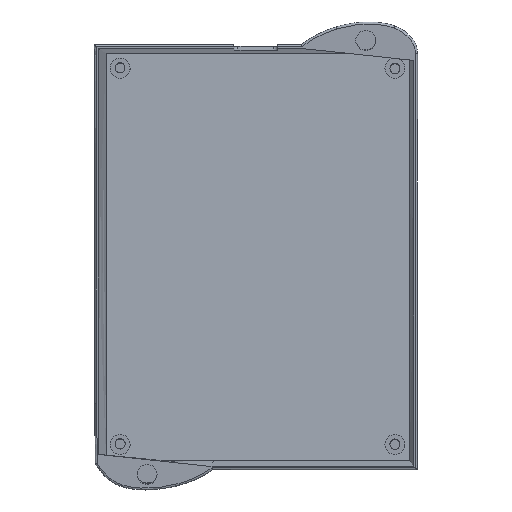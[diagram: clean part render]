
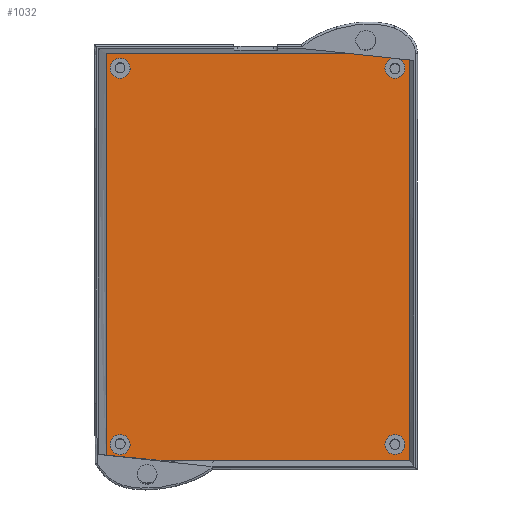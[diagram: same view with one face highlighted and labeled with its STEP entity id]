
A CAD part, top view. The second image highlights one B-rep face of the part: STEP entity #1032.
In plain terms, the highlighted planar face has unit normal (0, 0, 1).
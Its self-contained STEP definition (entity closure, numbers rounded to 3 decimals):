
#56=B_SPLINE_CURVE_WITH_KNOTS('',3,(#2256,#2257,#2258,#2259,#2260,#2261),
 .UNSPECIFIED.,.F.,.F.,(4,2,4),(-1.678,-1.359,-0.014),
 .UNSPECIFIED.);
#57=B_SPLINE_CURVE_WITH_KNOTS('',3,(#2265,#2266,#2267,#2268),
 .UNSPECIFIED.,.F.,.F.,(4,4),(-1.381,-0.05),
 .UNSPECIFIED.);
#94=FACE_BOUND('',#235,.T.);
#95=FACE_BOUND('',#236,.T.);
#96=FACE_BOUND('',#237,.T.);
#97=FACE_BOUND('',#238,.T.);
#121=PLANE('',#1127);
#169=FACE_OUTER_BOUND('',#234,.T.);
#234=EDGE_LOOP('',(#852,#853,#854,#855,#856,#857));
#235=EDGE_LOOP('',(#858));
#236=EDGE_LOOP('',(#859));
#237=EDGE_LOOP('',(#860));
#238=EDGE_LOOP('',(#861));
#299=LINE('',#2253,#367);
#300=LINE('',#2263,#368);
#301=LINE('',#2270,#369);
#302=LINE('',#2271,#370);
#367=VECTOR('',#1300,10.);
#368=VECTOR('',#1303,10.);
#369=VECTOR('',#1304,10.);
#370=VECTOR('',#1305,10.);
#404=CIRCLE('',#1083,2.5);
#405=CIRCLE('',#1087,2.5);
#406=CIRCLE('',#1091,2.5);
#407=CIRCLE('',#1095,2.5);
#432=VERTEX_POINT('',#1377);
#434=VERTEX_POINT('',#1384);
#436=VERTEX_POINT('',#1391);
#438=VERTEX_POINT('',#1398);
#501=VERTEX_POINT('',#2237);
#504=VERTEX_POINT('',#2251);
#505=VERTEX_POINT('',#2255);
#506=VERTEX_POINT('',#2262);
#507=VERTEX_POINT('',#2264);
#508=VERTEX_POINT('',#2269);
#535=EDGE_CURVE('',#432,#432,#404,.T.);
#538=EDGE_CURVE('',#434,#434,#405,.T.);
#541=EDGE_CURVE('',#436,#436,#406,.T.);
#544=EDGE_CURVE('',#438,#438,#407,.T.);
#632=EDGE_CURVE('',#501,#504,#299,.T.);
#633=EDGE_CURVE('',#501,#505,#56,.T.);
#634=EDGE_CURVE('',#504,#506,#300,.T.);
#635=EDGE_CURVE('',#507,#506,#57,.T.);
#636=EDGE_CURVE('',#507,#508,#301,.T.);
#637=EDGE_CURVE('',#508,#505,#302,.T.);
#852=ORIENTED_EDGE('',*,*,#633,.F.);
#853=ORIENTED_EDGE('',*,*,#632,.T.);
#854=ORIENTED_EDGE('',*,*,#634,.T.);
#855=ORIENTED_EDGE('',*,*,#635,.F.);
#856=ORIENTED_EDGE('',*,*,#636,.T.);
#857=ORIENTED_EDGE('',*,*,#637,.T.);
#858=ORIENTED_EDGE('',*,*,#535,.T.);
#859=ORIENTED_EDGE('',*,*,#538,.T.);
#860=ORIENTED_EDGE('',*,*,#541,.T.);
#861=ORIENTED_EDGE('',*,*,#544,.T.);
#1032=ADVANCED_FACE('',(#169,#94,#95,#96,#97),#121,.T.);
#1083=AXIS2_PLACEMENT_3D('',#1379,#1178,#1179);
#1087=AXIS2_PLACEMENT_3D('',#1386,#1187,#1188);
#1091=AXIS2_PLACEMENT_3D('',#1393,#1196,#1197);
#1095=AXIS2_PLACEMENT_3D('',#1400,#1205,#1206);
#1127=AXIS2_PLACEMENT_3D('',#2254,#1301,#1302);
#1178=DIRECTION('center_axis',(0.,0.,-1.));
#1179=DIRECTION('ref_axis',(-1.,0.,0.));
#1187=DIRECTION('center_axis',(0.,0.,-1.));
#1188=DIRECTION('ref_axis',(-1.,0.,0.));
#1196=DIRECTION('center_axis',(0.,0.,-1.));
#1197=DIRECTION('ref_axis',(-1.,0.,0.));
#1205=DIRECTION('center_axis',(0.,0.,-1.));
#1206=DIRECTION('ref_axis',(-1.,0.,0.));
#1300=DIRECTION('',(-1.,0.,0.));
#1301=DIRECTION('center_axis',(0.,0.,1.));
#1302=DIRECTION('ref_axis',(1.,0.,0.));
#1303=DIRECTION('',(0.,-1.,0.));
#1304=DIRECTION('',(1.,0.,0.));
#1305=DIRECTION('',(0.,1.,0.));
#1377=CARTESIAN_POINT('',(6.,101.2,2.));
#1379=CARTESIAN_POINT('Origin',(3.5,101.2,2.));
#1384=CARTESIAN_POINT('',(6.,7.,2.));
#1386=CARTESIAN_POINT('Origin',(3.5,7.,2.));
#1391=CARTESIAN_POINT('',(74.8,101.2,2.));
#1393=CARTESIAN_POINT('Origin',(72.3,101.2,2.));
#1398=CARTESIAN_POINT('',(74.779,7.008,2.));
#1400=CARTESIAN_POINT('Origin',(72.279,7.008,2.));
#2237=CARTESIAN_POINT('',(59.368,105.,2.));
#2251=CARTESIAN_POINT('',(0.,105.,2.));
#2253=CARTESIAN_POINT('',(0.,105.,2.));
#2254=CARTESIAN_POINT('Origin',(38.,54.,2.));
#2255=CARTESIAN_POINT('',(76.,104.742,2.));
#2256=CARTESIAN_POINT('Ctrl Pts',(59.368,105.,2.));
#2257=CARTESIAN_POINT('Ctrl Pts',(60.43,104.984,2.));
#2258=CARTESIAN_POINT('Ctrl Pts',(61.492,104.967,2.));
#2259=CARTESIAN_POINT('Ctrl Pts',(67.036,104.882,2.));
#2260=CARTESIAN_POINT('Ctrl Pts',(71.518,104.813,2.));
#2261=CARTESIAN_POINT('Ctrl Pts',(76.,104.742,2.));
#2262=CARTESIAN_POINT('',(0.,3.523,2.));
#2263=CARTESIAN_POINT('',(0.,3.,2.));
#2264=CARTESIAN_POINT('',(13.304,3.,2.));
#2265=CARTESIAN_POINT('Ctrl Pts',(13.304,3.,2.));
#2266=CARTESIAN_POINT('Ctrl Pts',(8.869,3.178,2.));
#2267=CARTESIAN_POINT('Ctrl Pts',(4.433,3.352,2.));
#2268=CARTESIAN_POINT('Ctrl Pts',(0.,3.523,2.));
#2269=CARTESIAN_POINT('',(76.,3.,2.));
#2270=CARTESIAN_POINT('',(76.,3.,2.));
#2271=CARTESIAN_POINT('',(76.,105.,2.));
